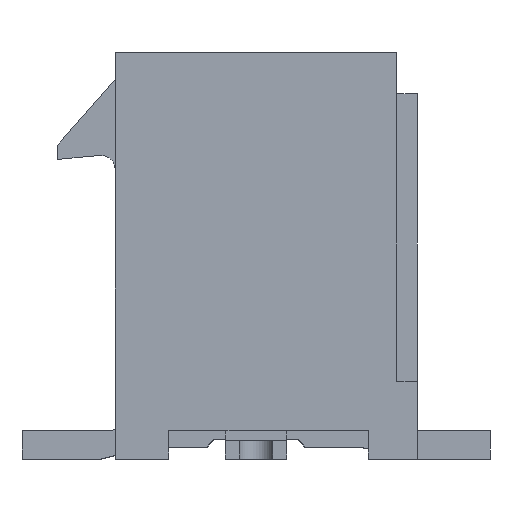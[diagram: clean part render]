
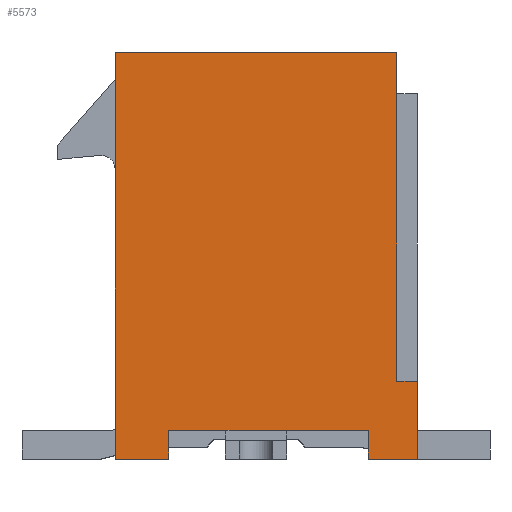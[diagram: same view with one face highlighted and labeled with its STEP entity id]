
A CAD part, front view. The second image highlights one B-rep face of the part: STEP entity #5573.
In plain terms, the highlighted face is planar.
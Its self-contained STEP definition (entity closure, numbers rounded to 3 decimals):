
#659=ORIENTED_EDGE('',*,*,#2110,.F.);
#660=ORIENTED_EDGE('',*,*,#2108,.F.);
#661=ORIENTED_EDGE('',*,*,#2204,.F.);
#662=ORIENTED_EDGE('',*,*,#2205,.F.);
#663=ORIENTED_EDGE('',*,*,#2193,.T.);
#664=ORIENTED_EDGE('',*,*,#1828,.T.);
#665=ORIENTED_EDGE('',*,*,#2206,.T.);
#666=ORIENTED_EDGE('',*,*,#2076,.F.);
#667=ORIENTED_EDGE('',*,*,#2080,.F.);
#668=ORIENTED_EDGE('',*,*,#2022,.F.);
#1828=EDGE_CURVE('',#2640,#2639,#3177,.T.);
#2022=EDGE_CURVE('',#2815,#2816,#3359,.T.);
#2076=EDGE_CURVE('',#2864,#2865,#3413,.T.);
#2080=EDGE_CURVE('',#2816,#2864,#3417,.T.);
#2108=EDGE_CURVE('',#2888,#2882,#3445,.T.);
#2110=EDGE_CURVE('',#2882,#2815,#3446,.T.);
#2193=EDGE_CURVE('',#2949,#2640,#3529,.T.);
#2204=EDGE_CURVE('',#2954,#2888,#3540,.T.);
#2205=EDGE_CURVE('',#2949,#2954,#3541,.T.);
#2206=EDGE_CURVE('',#2639,#2865,#3542,.T.);
#2639=VERTEX_POINT('',#7938);
#2640=VERTEX_POINT('',#7940);
#2815=VERTEX_POINT('',#8330);
#2816=VERTEX_POINT('',#8332);
#2864=VERTEX_POINT('',#8439);
#2865=VERTEX_POINT('',#8441);
#2882=VERTEX_POINT('',#8489);
#2888=VERTEX_POINT('',#8501);
#2949=VERTEX_POINT('',#8656);
#2954=VERTEX_POINT('',#8674);
#3177=LINE('',#7939,#3948);
#3359=LINE('',#8331,#4130);
#3413=LINE('',#8440,#4184);
#3417=LINE('',#8447,#4188);
#3445=LINE('',#8502,#4216);
#3446=LINE('',#8505,#4217);
#3529=LINE('',#8655,#4300);
#3540=LINE('',#8675,#4311);
#3541=LINE('',#8677,#4312);
#3542=LINE('',#8678,#4313);
#3948=VECTOR('',#6435,1000.);
#4130=VECTOR('',#6685,1000.);
#4184=VECTOR('',#6751,1000.);
#4188=VECTOR('',#6757,1000.);
#4216=VECTOR('',#6795,1000.);
#4217=VECTOR('',#6800,1000.);
#4300=VECTOR('',#6897,1000.);
#4311=VECTOR('',#6914,1000.);
#4312=VECTOR('',#6917,1000.);
#4313=VECTOR('',#6918,1000.);
#4723=EDGE_LOOP('',(#659,#660,#661,#662,#663,#664,#665,#666,#667,#668));
#5032=FACE_BOUND('',#4723,.T.);
#5313=PLANE('',#6073);
#5573=ADVANCED_FACE('',(#5032),#5313,.T.);
#6073=AXIS2_PLACEMENT_3D('',#8676,#6915,#6916);
#6435=DIRECTION('',(0.,0.,1.));
#6685=DIRECTION('',(0.,0.,1.));
#6751=DIRECTION('',(0.,0.,1.));
#6757=DIRECTION('',(0.,1.,0.));
#6795=DIRECTION('',(0.,0.,1.));
#6800=DIRECTION('',(0.,-1.,0.));
#6897=DIRECTION('',(0.,-1.,0.));
#6914=DIRECTION('',(0.,1.,0.));
#6915=DIRECTION('',(-1.,0.,0.));
#6916=DIRECTION('',(0.,0.,1.));
#6917=DIRECTION('',(0.,0.,-1.));
#6918=DIRECTION('',(0.,1.,0.));
#7938=CARTESIAN_POINT('',(-7.85,-4.95,3.68));
#7939=CARTESIAN_POINT('',(-7.85,-4.95,-3.68));
#7940=CARTESIAN_POINT('',(-7.85,-4.95,-3.18));
#8330=CARTESIAN_POINT('',(-7.85,4.25,-2.48));
#8331=CARTESIAN_POINT('',(-7.85,4.25,-2.48));
#8332=CARTESIAN_POINT('',(-7.85,4.25,2.37));
#8439=CARTESIAN_POINT('',(-7.85,4.95,2.37));
#8440=CARTESIAN_POINT('',(-7.85,4.95,-3.68));
#8441=CARTESIAN_POINT('',(-7.85,4.95,3.68));
#8447=CARTESIAN_POINT('',(-7.85,4.25,2.37));
#8489=CARTESIAN_POINT('',(-7.85,4.95,-2.48));
#8501=CARTESIAN_POINT('',(-7.85,4.95,-3.68));
#8502=CARTESIAN_POINT('',(-7.85,4.95,-3.68));
#8505=CARTESIAN_POINT('',(-7.85,4.95,-2.48));
#8655=CARTESIAN_POINT('',(-7.85,-4.95,-3.18));
#8656=CARTESIAN_POINT('',(-7.85,3.05,-3.18));
#8674=CARTESIAN_POINT('',(-7.85,3.05,-3.68));
#8675=CARTESIAN_POINT('',(-7.85,-4.95,-3.68));
#8676=CARTESIAN_POINT('',(-7.85,-4.95,-3.68));
#8677=CARTESIAN_POINT('',(-7.85,3.05,-3.18));
#8678=CARTESIAN_POINT('',(-7.85,-4.95,3.68));
